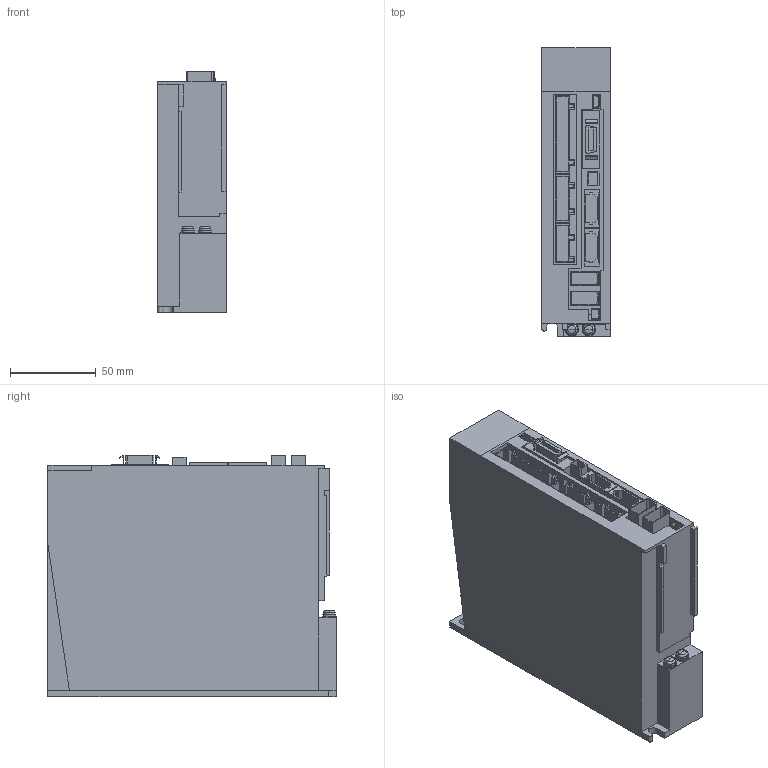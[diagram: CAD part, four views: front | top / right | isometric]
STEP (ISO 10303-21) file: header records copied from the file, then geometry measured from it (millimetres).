
FILE_DESCRIPTION((''),'2;1');
FILE_NAME('MR-J3-10BSA_ASM','2010-11-29T',('JE18792'),(''),'PRO/ENGINEER BY PARAMETRIC TECHNOLOGY CORPORATION, 2006420','PRO/ENGINEER BY PARAMETRIC TECHNOLOGY CORPORATION, 2006420','');
FILE_SCHEMA(('CONFIG_CONTROL_DESIGN'));
Length unit declared in the file: millimetre
Products named in the file (14): J3-10-20-CHASSIS; J3-10-20BS-CASE; J3-LENZ; J3BS-CN1; J3BS-CN2; J3BS-CN3; J3BS-CN4; J3BS-CN5; J3BS-CN8; J3-CNP1; J3-CNP2; J3-CNP3; SW-PW-P-NA-M4X12; MR-J3-10BSA_ASM
Assembly tree (16 placements, depth 2):
  MR-J3-10BSA_ASM
    J3-10-20-CHASSIS
    J3-10-20BS-CASE
    J3-LENZ
    J3BS-CN1  x2
    J3BS-CN2  x2
    J3BS-CN3
    J3BS-CN4
    J3BS-CN5
    J3BS-CN8
    J3-CNP1
    J3-CNP2
    J3-CNP3
    SW-PW-P-NA-M4X12  x2
Bounding box: 40 x 168 x 141 mm (x, y, z)
Volume: 187801.4 mm3; surface area: 149368.1 mm2
Topology: 16 solids, 16 shells, 398 faces, 1033 edges, 683 vertices
Faces by surface type: plane 344, cylinder 42, cone 4, torus 4, sphere 4
Entity records: 10596 total; most frequent: CARTESIAN_POINT 1841, ORIENTED_EDGE 1770, DIRECTION 1703, EDGE_CURVE 885, VECTOR 803, LINE 803, VERTEX_POINT 588, AXIS2_PLACEMENT_3D 450
